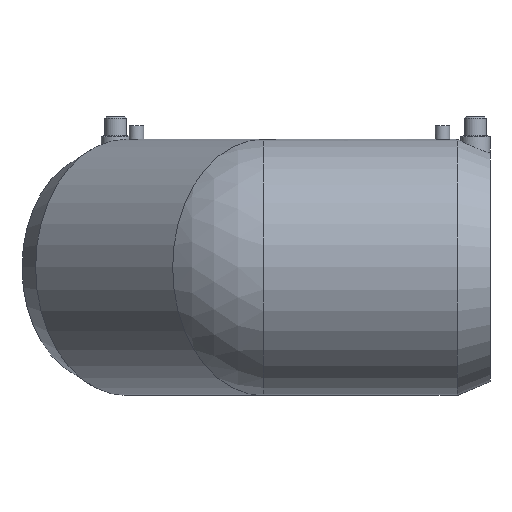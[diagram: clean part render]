
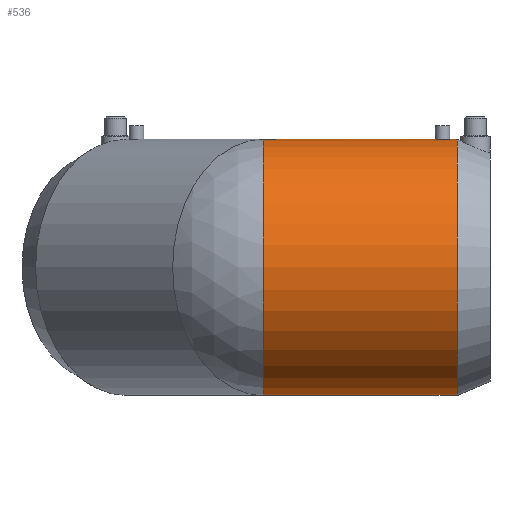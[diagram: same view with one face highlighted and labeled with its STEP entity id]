
A CAD part, left-side view. The second image highlights one B-rep face of the part: STEP entity #536.
In plain terms, the highlighted cylindrical face has radius 70 mm (diameter 140 mm), a full revolution.
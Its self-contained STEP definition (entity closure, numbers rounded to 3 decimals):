
#25=B_SPLINE_CURVE_WITH_KNOTS('',3,(#891,#892,#893,#894,#895,#896,#897,
#898,#899,#900,#901,#902,#903,#904,#905,#906,#907,#908,#909,#910,#911,#912,
#913,#914,#915,#916,#917,#918,#919,#920,#921,#922,#923,#924),
 .UNSPECIFIED.,.T.,.F.,(4,2,2,2,2,2,2,2,2,2,2,2,2,2,2,2,4),(0.,0.151,
0.301,0.452,0.603,0.754,
0.904,1.055,1.206,1.356,1.507,
1.658,1.809,1.959,2.11,2.261,
2.411),.UNSPECIFIED.);
#34=ELLIPSE('',#622,75.767,70.);
#35=ELLIPSE('',#624,75.767,70.);
#59=LINE('',#1102,#83);
#83=VECTOR('',#809,70.);
#99=CYLINDRICAL_SURFACE('',#628,70.);
#108=FACE_BOUND('',#193,.T.);
#146=FACE_OUTER_BOUND('',#192,.T.);
#192=EDGE_LOOP('',(#478,#479,#480,#481,#482,#483));
#193=EDGE_LOOP('',(#484));
#227=CIRCLE('',#618,70.);
#231=CIRCLE('',#627,70.);
#245=VERTEX_POINT('',#889);
#270=VERTEX_POINT('',#1084);
#272=VERTEX_POINT('',#1091);
#273=VERTEX_POINT('',#1093);
#274=VERTEX_POINT('',#1095);
#295=EDGE_CURVE('',#245,#245,#25,.T.);
#336=EDGE_CURVE('',#270,#270,#227,.T.);
#341=EDGE_CURVE('',#273,#272,#34,.T.);
#343=EDGE_CURVE('',#272,#274,#35,.T.);
#344=EDGE_CURVE('',#273,#274,#231,.T.);
#345=EDGE_CURVE('',#272,#270,#59,.T.);
#478=ORIENTED_EDGE('',*,*,#341,.T.);
#479=ORIENTED_EDGE('',*,*,#345,.T.);
#480=ORIENTED_EDGE('',*,*,#336,.T.);
#481=ORIENTED_EDGE('',*,*,#345,.F.);
#482=ORIENTED_EDGE('',*,*,#343,.T.);
#483=ORIENTED_EDGE('',*,*,#344,.F.);
#484=ORIENTED_EDGE('',*,*,#295,.T.);
#536=ADVANCED_FACE('',(#146,#108),#99,.T.);
#618=AXIS2_PLACEMENT_3D('',#1085,#785,#786);
#622=AXIS2_PLACEMENT_3D('',#1094,#795,#796);
#624=AXIS2_PLACEMENT_3D('',#1097,#799,#800);
#627=AXIS2_PLACEMENT_3D('',#1100,#805,#806);
#628=AXIS2_PLACEMENT_3D('',#1101,#807,#808);
#785=DIRECTION('center_axis',(0.,1.,0.));
#786=DIRECTION('ref_axis',(1.,0.,0.));
#795=DIRECTION('center_axis',(-0.383,-0.924,0.));
#796=DIRECTION('ref_axis',(-0.924,0.383,0.));
#799=DIRECTION('center_axis',(-0.383,-0.924,0.));
#800=DIRECTION('ref_axis',(-0.924,0.383,0.));
#805=DIRECTION('center_axis',(0.,1.,0.));
#806=DIRECTION('ref_axis',(1.,0.,0.));
#807=DIRECTION('center_axis',(0.,1.,0.));
#808=DIRECTION('ref_axis',(-1.,0.,0.));
#809=DIRECTION('',(0.,-1.,0.));
#889=CARTESIAN_POINT('',(4.,-46.,69.886));
#891=CARTESIAN_POINT('Ctrl Pts',(4.,-46.,69.886));
#892=CARTESIAN_POINT('Ctrl Pts',(4.,-46.502,69.886));
#893=CARTESIAN_POINT('Ctrl Pts',(3.9,-47.038,69.892));
#894=CARTESIAN_POINT('Ctrl Pts',(3.491,-48.024,69.913));
#895=CARTESIAN_POINT('Ctrl Pts',(3.184,-48.473,69.928));
#896=CARTESIAN_POINT('Ctrl Pts',(2.473,-49.184,69.957));
#897=CARTESIAN_POINT('Ctrl Pts',(2.024,-49.491,69.972));
#898=CARTESIAN_POINT('Ctrl Pts',(1.038,-49.9,69.994));
#899=CARTESIAN_POINT('Ctrl Pts',(0.502,-50.,70.));
#900=CARTESIAN_POINT('Ctrl Pts',(-0.502,-50.,70.));
#901=CARTESIAN_POINT('Ctrl Pts',(-1.038,-49.9,69.994));
#902=CARTESIAN_POINT('Ctrl Pts',(-2.024,-49.491,69.972));
#903=CARTESIAN_POINT('Ctrl Pts',(-2.473,-49.184,69.957));
#904=CARTESIAN_POINT('Ctrl Pts',(-3.184,-48.473,69.928));
#905=CARTESIAN_POINT('Ctrl Pts',(-3.491,-48.024,69.913));
#906=CARTESIAN_POINT('Ctrl Pts',(-3.9,-47.038,69.892));
#907=CARTESIAN_POINT('Ctrl Pts',(-4.,-46.502,69.886));
#908=CARTESIAN_POINT('Ctrl Pts',(-4.,-45.498,69.886));
#909=CARTESIAN_POINT('Ctrl Pts',(-3.9,-44.962,69.892));
#910=CARTESIAN_POINT('Ctrl Pts',(-3.491,-43.976,69.913));
#911=CARTESIAN_POINT('Ctrl Pts',(-3.184,-43.527,69.928));
#912=CARTESIAN_POINT('Ctrl Pts',(-2.473,-42.816,69.957));
#913=CARTESIAN_POINT('Ctrl Pts',(-2.024,-42.509,69.972));
#914=CARTESIAN_POINT('Ctrl Pts',(-1.038,-42.1,69.994));
#915=CARTESIAN_POINT('Ctrl Pts',(-0.502,-42.,70.));
#916=CARTESIAN_POINT('Ctrl Pts',(0.502,-42.,70.));
#917=CARTESIAN_POINT('Ctrl Pts',(1.038,-42.1,69.994));
#918=CARTESIAN_POINT('Ctrl Pts',(2.024,-42.509,69.972));
#919=CARTESIAN_POINT('Ctrl Pts',(2.473,-42.816,69.957));
#920=CARTESIAN_POINT('Ctrl Pts',(3.184,-43.527,69.928));
#921=CARTESIAN_POINT('Ctrl Pts',(3.491,-43.976,69.913));
#922=CARTESIAN_POINT('Ctrl Pts',(3.9,-44.962,69.892));
#923=CARTESIAN_POINT('Ctrl Pts',(4.,-45.498,69.886));
#924=CARTESIAN_POINT('Ctrl Pts',(4.,-46.,69.886));
#1084=CARTESIAN_POINT('',(70.,-54.,0.));
#1085=CARTESIAN_POINT('Origin',(0.,-54.,0.));
#1091=CARTESIAN_POINT('',(70.,23.005,0.));
#1093=CARTESIAN_POINT('',(0.,52.,-70.));
#1094=CARTESIAN_POINT('Origin',(0.,52.,0.));
#1095=CARTESIAN_POINT('',(0.,52.,70.));
#1097=CARTESIAN_POINT('Origin',(0.,52.,0.));
#1100=CARTESIAN_POINT('Origin',(0.,52.,0.));
#1101=CARTESIAN_POINT('Origin',(0.,-1.,0.));
#1102=CARTESIAN_POINT('',(70.,-1.,0.));
